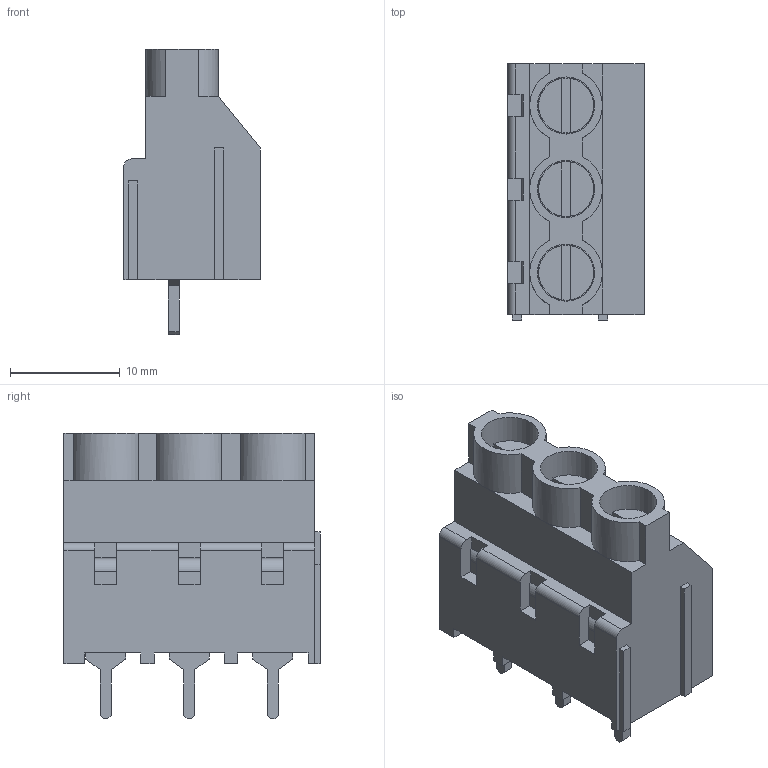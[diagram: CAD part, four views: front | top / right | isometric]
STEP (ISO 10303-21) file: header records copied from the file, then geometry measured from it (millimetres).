
FILE_DESCRIPTION(/* description */ (''),/* implementation_level */ '2;1');
FILE_NAME(/* name */ 'EXUUNN EX636-7.26 3-Port v3.step',/* time_stamp */ '2019-02-12T11:42:09-06:00',/* author */ ('guategeek'),/* organization */ (''),/* preprocessor_version */ 'ST-DEVELOPER v17.2',/* originating_system */ 'Autodesk Translation Framework v7.6.0.251',/* authorisation */ '');
FILE_SCHEMA (('AUTOMOTIVE_DESIGN { 1 0 10303 214 3 1 1 }'));
Length unit declared in the file: millimetre
Products named in the file (1): EXUUNN EX636-7.26 3-Port
Bounding box: 12.4 x 23.3 x 26 mm (x, y, z)
Volume: 2800 mm3; surface area: 5644.2 mm2
Topology: 10 solids, 10 shells, 468 faces, 1314 edges, 860 vertices
Faces by surface type: plane 281, cylinder 175, bspline 12
Full cylindrical faces by diameter (mm): 2.356 x48, 2.529 x12, 2.927 x45, 3.086 x9, 5 x3, 5.2 x3
Entity records: 22699 total; most frequent: CARTESIAN_POINT 10971, ORIENTED_EDGE 2628, DIRECTION 2104, EDGE_CURVE 1314, LINE 916, VECTOR 916, VERTEX_POINT 860, AXIS2_PLACEMENT_3D 594
